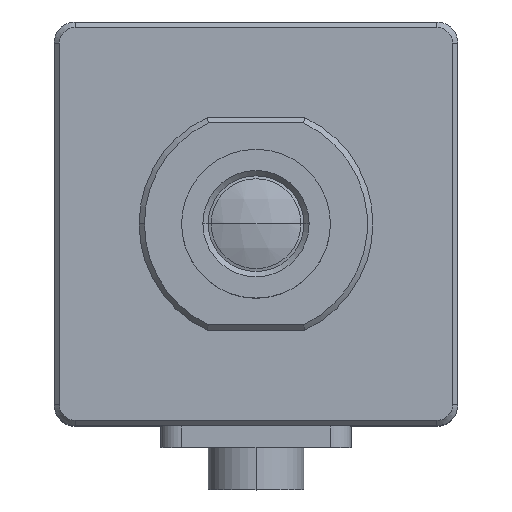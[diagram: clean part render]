
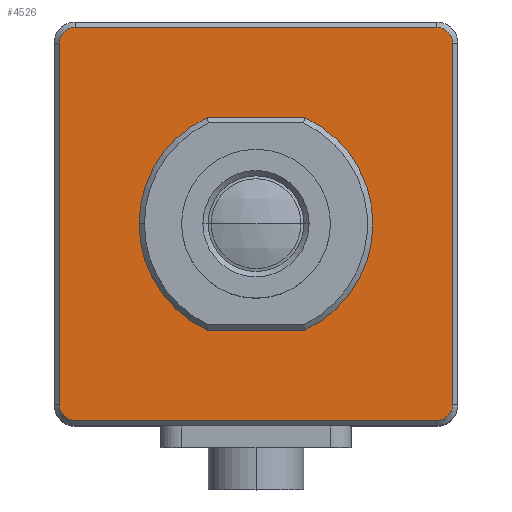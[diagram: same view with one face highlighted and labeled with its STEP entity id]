
A CAD part, top view. The second image highlights one B-rep face of the part: STEP entity #4526.
In plain terms, the highlighted planar face has unit normal (0, 0, 1).
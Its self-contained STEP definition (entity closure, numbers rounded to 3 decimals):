
#44 = LINE ( 'NONE', #11793, #45 ) ;
#45 = VECTOR ( 'NONE', #1040, 1000. ) ;
#79 = CARTESIAN_POINT ( 'NONE',  ( -17., -18.5, 4.5 ) ) ;
#343 = LINE ( 'NONE', #4894, #2442 ) ;
#556 = DIRECTION ( 'NONE',  ( 1., 0., 0. ) ) ;
#574 = CARTESIAN_POINT ( 'NONE',  ( -4.583, -10., 4.5 ) ) ;
#828 = CARTESIAN_POINT ( 'NONE',  ( -4.583, 10., 4.5 ) ) ;
#1040 = DIRECTION ( 'NONE',  ( 1., 0., 0. ) ) ;
#1142 = VERTEX_POINT ( 'NONE', #8962 ) ;
#1176 = CARTESIAN_POINT ( 'NONE',  ( 18.5, -17., 4.5 ) ) ;
#1233 = ORIENTED_EDGE ( 'NONE', *, *, #13029, .T. ) ;
#1285 = DIRECTION ( 'NONE',  ( 0., 0., 1. ) ) ;
#1340 = VECTOR ( 'NONE', #6245, 1000. ) ;
#1575 = FACE_OUTER_BOUND ( 'NONE', #10130, .T. ) ;
#1626 = CIRCLE ( 'NONE', #8192, 1.5 ) ;
#1788 = CIRCLE ( 'NONE', #3399, 11. ) ;
#1913 = LINE ( 'NONE', #10557, #1340 ) ;
#2140 = CARTESIAN_POINT ( 'NONE',  ( -18.5, -17., 4.5 ) ) ;
#2283 = CARTESIAN_POINT ( 'NONE',  ( 0., 0., 4.5 ) ) ;
#2340 = AXIS2_PLACEMENT_3D ( 'NONE', #10331, #5899, #556 ) ;
#2442 = VECTOR ( 'NONE', #6742, 1000. ) ;
#2566 = EDGE_CURVE ( 'NONE', #9544, #10811, #5920, .T. ) ;
#2586 = ORIENTED_EDGE ( 'NONE', *, *, #2566, .T. ) ;
#2933 = DIRECTION ( 'NONE',  ( -1., 0., 0. ) ) ;
#2963 = EDGE_CURVE ( 'NONE', #7579, #9544, #4294, .T. ) ;
#3100 = ORIENTED_EDGE ( 'NONE', *, *, #3345, .T. ) ;
#3276 = LINE ( 'NONE', #6460, #7937 ) ;
#3345 = EDGE_CURVE ( 'NONE', #13965, #7473, #8317, .T. ) ;
#3399 = AXIS2_PLACEMENT_3D ( 'NONE', #2283, #1285, #7875 ) ;
#3403 = VERTEX_POINT ( 'NONE', #79 ) ;
#3613 = DIRECTION ( 'NONE',  ( 1., 0., 0. ) ) ;
#3821 = AXIS2_PLACEMENT_3D ( 'NONE', #8970, #13274, #13409 ) ;
#3971 = ORIENTED_EDGE ( 'NONE', *, *, #12811, .F. ) ;
#4157 = EDGE_CURVE ( 'NONE', #3403, #7415, #44, .T. ) ;
#4191 = CARTESIAN_POINT ( 'NONE',  ( 4.583, -10., 4.5 ) ) ;
#4268 = DIRECTION ( 'NONE',  ( 0., 0., 1. ) ) ;
#4294 = CIRCLE ( 'NONE', #6338, 1.5 ) ;
#4346 = DIRECTION ( 'NONE',  ( 1., 0., 0. ) ) ;
#4526 = ADVANCED_FACE ( 'NONE', ( #12373, #1575 ), #12307, .T. ) ;
#4659 = CARTESIAN_POINT ( 'NONE',  ( -18.5, -17., 4.5 ) ) ;
#4894 = CARTESIAN_POINT ( 'NONE',  ( -17., 18.5, 4.5 ) ) ;
#5020 = EDGE_LOOP ( 'NONE', ( #8807, #1233, #3971, #3100, #13068 ) ) ;
#5242 = ORIENTED_EDGE ( 'NONE', *, *, #11156, .T. ) ;
#5484 = EDGE_CURVE ( 'NONE', #13325, #6594, #10317, .T. ) ;
#5753 = ORIENTED_EDGE ( 'NONE', *, *, #11420, .T. ) ;
#5899 = DIRECTION ( 'NONE',  ( 0., 0., 1. ) ) ;
#5920 = LINE ( 'NONE', #2140, #7297 ) ;
#5921 = DIRECTION ( 'NONE',  ( 1., 0., 0. ) ) ;
#5966 = ORIENTED_EDGE ( 'NONE', *, *, #5484, .T. ) ;
#6245 = DIRECTION ( 'NONE',  ( 0., 1., 0. ) ) ;
#6338 = AXIS2_PLACEMENT_3D ( 'NONE', #7008, #9113, #3613 ) ;
#6460 = CARTESIAN_POINT ( 'NONE',  ( -7.978, 10., 4.5 ) ) ;
#6489 = DIRECTION ( 'NONE',  ( 0., 0., 1. ) ) ;
#6594 = VERTEX_POINT ( 'NONE', #11184 ) ;
#6742 = DIRECTION ( 'NONE',  ( -1., 0., 0. ) ) ;
#6843 = DIRECTION ( 'NONE',  ( 0., 0., 1. ) ) ;
#6976 = CARTESIAN_POINT ( 'NONE',  ( -18.5, 17., 4.5 ) ) ;
#7008 = CARTESIAN_POINT ( 'NONE',  ( -17., 17., 4.5 ) ) ;
#7254 = CARTESIAN_POINT ( 'NONE',  ( -7.978, -10., 4.5 ) ) ;
#7297 = VECTOR ( 'NONE', #10850, 1000. ) ;
#7320 = EDGE_CURVE ( 'NONE', #11276, #1142, #9340, .T. ) ;
#7415 = VERTEX_POINT ( 'NONE', #9165 ) ;
#7473 = VERTEX_POINT ( 'NONE', #574 ) ;
#7579 = VERTEX_POINT ( 'NONE', #10037 ) ;
#7692 = DIRECTION ( 'NONE',  ( 1., 0., 0. ) ) ;
#7875 = DIRECTION ( 'NONE',  ( 1., 0., 0. ) ) ;
#7910 = CIRCLE ( 'NONE', #8618, 11. ) ;
#7937 = VECTOR ( 'NONE', #9755, 1000. ) ;
#8097 = VERTEX_POINT ( 'NONE', #1176 ) ;
#8192 = AXIS2_PLACEMENT_3D ( 'NONE', #8854, #4268, #4346 ) ;
#8317 = LINE ( 'NONE', #7254, #12915 ) ;
#8484 = CARTESIAN_POINT ( 'NONE',  ( 0., 0., 4.5 ) ) ;
#8618 = AXIS2_PLACEMENT_3D ( 'NONE', #8484, #10489, #9434 ) ;
#8690 = EDGE_CURVE ( 'NONE', #8097, #13325, #1913, .T. ) ;
#8802 = CARTESIAN_POINT ( 'NONE',  ( 18.5, 17., 4.5 ) ) ;
#8807 = ORIENTED_EDGE ( 'NONE', *, *, #7320, .F. ) ;
#8854 = CARTESIAN_POINT ( 'NONE',  ( -17., -17., 4.5 ) ) ;
#8962 = CARTESIAN_POINT ( 'NONE',  ( -11., 0., 4.5 ) ) ;
#8970 = CARTESIAN_POINT ( 'NONE',  ( 17., -17., 4.5 ) ) ;
#9067 = ORIENTED_EDGE ( 'NONE', *, *, #9724, .T. ) ;
#9113 = DIRECTION ( 'NONE',  ( 0., 0., 1. ) ) ;
#9165 = CARTESIAN_POINT ( 'NONE',  ( 17., -18.5, 4.5 ) ) ;
#9340 = CIRCLE ( 'NONE', #9791, 11. ) ;
#9434 = DIRECTION ( 'NONE',  ( 1., 0., 0. ) ) ;
#9544 = VERTEX_POINT ( 'NONE', #6976 ) ;
#9724 = EDGE_CURVE ( 'NONE', #10811, #3403, #1626, .T. ) ;
#9743 = CIRCLE ( 'NONE', #3821, 1.5 ) ;
#9755 = DIRECTION ( 'NONE',  ( 1., 0., 0. ) ) ;
#9791 = AXIS2_PLACEMENT_3D ( 'NONE', #11071, #6489, #7692 ) ;
#9866 = AXIS2_PLACEMENT_3D ( 'NONE', #10075, #6843, #5921 ) ;
#10037 = CARTESIAN_POINT ( 'NONE',  ( -17., 18.5, 4.5 ) ) ;
#10075 = CARTESIAN_POINT ( 'NONE',  ( 17., 17., 4.5 ) ) ;
#10130 = EDGE_LOOP ( 'NONE', ( #11248, #5753, #12414, #5966, #5242, #13481, #2586, #9067 ) ) ;
#10317 = CIRCLE ( 'NONE', #9866, 1.5 ) ;
#10331 = CARTESIAN_POINT ( 'NONE',  ( 0., 0., 4.5 ) ) ;
#10489 = DIRECTION ( 'NONE',  ( 0., 0., 1. ) ) ;
#10557 = CARTESIAN_POINT ( 'NONE',  ( 18.5, 17., 4.5 ) ) ;
#10811 = VERTEX_POINT ( 'NONE', #4659 ) ;
#10850 = DIRECTION ( 'NONE',  ( 0., -1., 0. ) ) ;
#11071 = CARTESIAN_POINT ( 'NONE',  ( 0., 0., 4.5 ) ) ;
#11156 = EDGE_CURVE ( 'NONE', #6594, #7579, #343, .T. ) ;
#11184 = CARTESIAN_POINT ( 'NONE',  ( 17., 18.5, 4.5 ) ) ;
#11248 = ORIENTED_EDGE ( 'NONE', *, *, #4157, .T. ) ;
#11276 = VERTEX_POINT ( 'NONE', #828 ) ;
#11420 = EDGE_CURVE ( 'NONE', #7415, #8097, #9743, .T. ) ;
#11793 = CARTESIAN_POINT ( 'NONE',  ( 17., -18.5, 4.5 ) ) ;
#12307 = PLANE ( 'NONE',  #2340 ) ;
#12373 = FACE_BOUND ( 'NONE', #5020, .T. ) ;
#12414 = ORIENTED_EDGE ( 'NONE', *, *, #8690, .T. ) ;
#12738 = CARTESIAN_POINT ( 'NONE',  ( 4.583, 10., 4.5 ) ) ;
#12806 = EDGE_CURVE ( 'NONE', #1142, #7473, #7910, .T. ) ;
#12811 = EDGE_CURVE ( 'NONE', #13965, #12954, #1788, .T. ) ;
#12915 = VECTOR ( 'NONE', #2933, 1000. ) ;
#12954 = VERTEX_POINT ( 'NONE', #12738 ) ;
#13029 = EDGE_CURVE ( 'NONE', #11276, #12954, #3276, .T. ) ;
#13068 = ORIENTED_EDGE ( 'NONE', *, *, #12806, .F. ) ;
#13274 = DIRECTION ( 'NONE',  ( 0., 0., 1. ) ) ;
#13325 = VERTEX_POINT ( 'NONE', #8802 ) ;
#13409 = DIRECTION ( 'NONE',  ( 1., 0., 0. ) ) ;
#13481 = ORIENTED_EDGE ( 'NONE', *, *, #2963, .T. ) ;
#13965 = VERTEX_POINT ( 'NONE', #4191 ) ;
